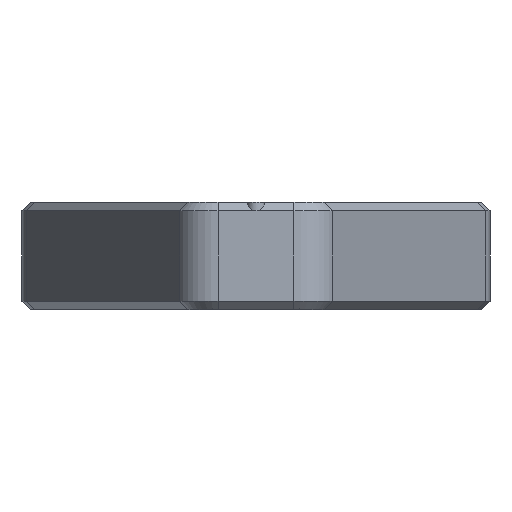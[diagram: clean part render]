
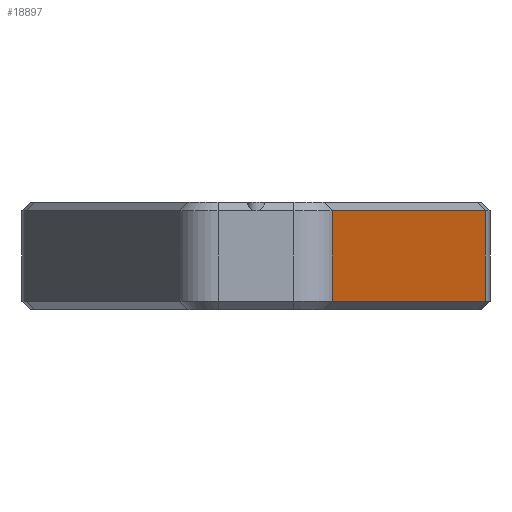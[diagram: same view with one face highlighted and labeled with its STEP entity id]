
A CAD part, front view. The second image highlights one B-rep face of the part: STEP entity #18897.
In plain terms, the highlighted planar face has unit normal (0.893, -0.451, 0).
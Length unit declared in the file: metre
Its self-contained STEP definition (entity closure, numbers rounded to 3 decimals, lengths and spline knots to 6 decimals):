
#1321=LINE('',#29048,#3196);
#1322=LINE('',#29054,#3197);
#1323=LINE('',#29057,#3198);
#1324=LINE('',#29058,#3199);
#3196=VECTOR('',#22920,1.);
#3197=VECTOR('',#22927,1.);
#3198=VECTOR('',#22928,1.);
#3199=VECTOR('',#22929,1.);
#5575=ORIENTED_EDGE('',*,*,#11249,.F.);
#5576=ORIENTED_EDGE('',*,*,#11250,.T.);
#5577=ORIENTED_EDGE('',*,*,#11246,.T.);
#5578=ORIENTED_EDGE('',*,*,#11251,.T.);
#11246=EDGE_CURVE('',#14074,#14075,#1321,.T.);
#11249=EDGE_CURVE('',#14076,#14077,#1322,.T.);
#11250=EDGE_CURVE('',#14076,#14074,#1323,.T.);
#11251=EDGE_CURVE('',#14075,#14077,#1324,.T.);
#14074=VERTEX_POINT('',#29049);
#14075=VERTEX_POINT('',#29050);
#14076=VERTEX_POINT('',#29055);
#14077=VERTEX_POINT('',#29056);
#16011=EDGE_LOOP('',(#5575,#5576,#5577,#5578));
#17220=FACE_BOUND('',#16011,.T.);
#18331=PLANE('',#20285);
#18897=ADVANCED_FACE('',(#17220),#18331,.T.);
#20285=AXIS2_PLACEMENT_3D('',#29053,#22925,#22926);
#22920=DIRECTION('',(0.,0.,-1.));
#22925=DIRECTION('',(0.893,-0.451,0.));
#22926=DIRECTION('',(0.451,0.893,0.));
#22927=DIRECTION('',(0.,0.,-1.));
#22928=DIRECTION('',(-0.451,-0.893,0.));
#22929=DIRECTION('',(0.451,0.893,0.));
#29048=CARTESIAN_POINT('',(0.017773,-0.101671,0.001));
#29049=CARTESIAN_POINT('',(0.017773,-0.101671,-0.001));
#29050=CARTESIAN_POINT('',(0.017773,-0.101671,-0.022));
#29053=CARTESIAN_POINT('',(0.030016,-0.07741,0.001));
#29054=CARTESIAN_POINT('',(0.053428,-0.031015,0.001));
#29055=CARTESIAN_POINT('',(0.053428,-0.031015,-0.001));
#29056=CARTESIAN_POINT('',(0.053428,-0.031015,-0.022));
#29057=CARTESIAN_POINT('',(0.030016,-0.07741,-0.001));
#29058=CARTESIAN_POINT('',(0.053428,-0.031015,-0.022));
